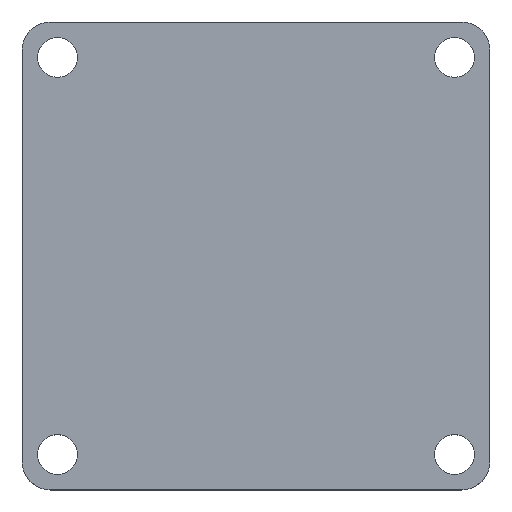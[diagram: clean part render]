
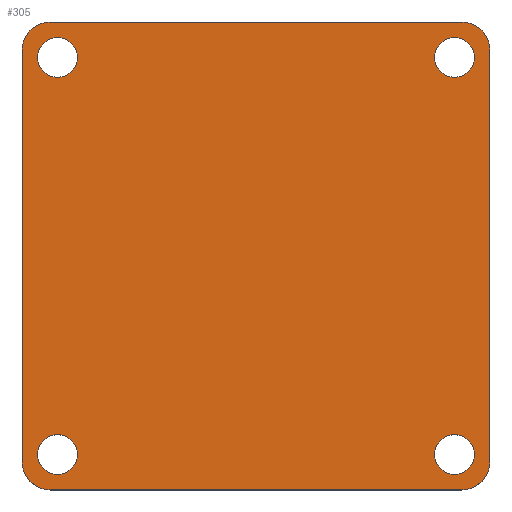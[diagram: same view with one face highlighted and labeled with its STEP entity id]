
A CAD part, top view. The second image highlights one B-rep face of the part: STEP entity #305.
In plain terms, the highlighted planar face has unit normal (0, 0, 1).
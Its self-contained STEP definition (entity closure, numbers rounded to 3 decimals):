
#23=FACE_BOUND('',#74,.T.);
#24=FACE_BOUND('',#75,.T.);
#25=FACE_BOUND('',#76,.T.);
#26=FACE_BOUND('',#77,.T.);
#31=CIRCLE('',#334,2.);
#32=CIRCLE('',#335,2.);
#33=CIRCLE('',#336,2.);
#34=CIRCLE('',#337,2.);
#35=CIRCLE('',#338,1.4);
#36=CIRCLE('',#339,1.4);
#37=CIRCLE('',#340,1.4);
#38=CIRCLE('',#341,1.4);
#39=CIRCLE('',#342,1.4);
#40=CIRCLE('',#343,1.4);
#41=CIRCLE('',#344,1.4);
#42=CIRCLE('',#345,1.4);
#59=FACE_OUTER_BOUND('',#73,.T.);
#73=EDGE_LOOP('',(#223,#224,#225,#226,#227,#228,#229,#230));
#74=EDGE_LOOP('',(#231,#232));
#75=EDGE_LOOP('',(#233,#234));
#76=EDGE_LOOP('',(#235,#236));
#77=EDGE_LOOP('',(#237,#238));
#91=LINE('',#469,#111);
#95=LINE('',#478,#115);
#99=LINE('',#487,#119);
#105=LINE('',#500,#125);
#111=VECTOR('',#371,29.);
#115=VECTOR('',#377,29.);
#119=VECTOR('',#383,29.);
#125=VECTOR('',#391,29.);
#131=VERTEX_POINT('',#467);
#132=VERTEX_POINT('',#468);
#135=VERTEX_POINT('',#476);
#136=VERTEX_POINT('',#477);
#139=VERTEX_POINT('',#485);
#140=VERTEX_POINT('',#486);
#145=VERTEX_POINT('',#497);
#146=VERTEX_POINT('',#499);
#147=VERTEX_POINT('',#507);
#148=VERTEX_POINT('',#508);
#149=VERTEX_POINT('',#511);
#150=VERTEX_POINT('',#512);
#151=VERTEX_POINT('',#515);
#152=VERTEX_POINT('',#516);
#153=VERTEX_POINT('',#519);
#154=VERTEX_POINT('',#520);
#163=EDGE_CURVE('',#131,#132,#91,.T.);
#167=EDGE_CURVE('',#135,#136,#95,.T.);
#171=EDGE_CURVE('',#139,#140,#99,.T.);
#177=EDGE_CURVE('',#146,#145,#105,.T.);
#179=EDGE_CURVE('',#145,#131,#31,.T.);
#180=EDGE_CURVE('',#132,#135,#32,.T.);
#181=EDGE_CURVE('',#136,#139,#33,.T.);
#182=EDGE_CURVE('',#140,#146,#34,.T.);
#183=EDGE_CURVE('',#147,#148,#35,.T.);
#184=EDGE_CURVE('',#148,#147,#36,.T.);
#185=EDGE_CURVE('',#149,#150,#37,.T.);
#186=EDGE_CURVE('',#150,#149,#38,.T.);
#187=EDGE_CURVE('',#151,#152,#39,.T.);
#188=EDGE_CURVE('',#152,#151,#40,.T.);
#189=EDGE_CURVE('',#153,#154,#41,.T.);
#190=EDGE_CURVE('',#154,#153,#42,.T.);
#223=ORIENTED_EDGE('',*,*,#177,.T.);
#224=ORIENTED_EDGE('',*,*,#179,.T.);
#225=ORIENTED_EDGE('',*,*,#163,.T.);
#226=ORIENTED_EDGE('',*,*,#180,.T.);
#227=ORIENTED_EDGE('',*,*,#167,.T.);
#228=ORIENTED_EDGE('',*,*,#181,.T.);
#229=ORIENTED_EDGE('',*,*,#171,.T.);
#230=ORIENTED_EDGE('',*,*,#182,.T.);
#231=ORIENTED_EDGE('',*,*,#183,.F.);
#232=ORIENTED_EDGE('',*,*,#184,.F.);
#233=ORIENTED_EDGE('',*,*,#185,.F.);
#234=ORIENTED_EDGE('',*,*,#186,.F.);
#235=ORIENTED_EDGE('',*,*,#187,.F.);
#236=ORIENTED_EDGE('',*,*,#188,.F.);
#237=ORIENTED_EDGE('',*,*,#189,.F.);
#238=ORIENTED_EDGE('',*,*,#190,.F.);
#299=PLANE('',#333);
#305=ADVANCED_FACE('',(#59,#23,#24,#25,#26),#299,.T.);
#333=AXIS2_PLACEMENT_3D('',#502,#393,#394);
#334=AXIS2_PLACEMENT_3D('',#503,#395,#396);
#335=AXIS2_PLACEMENT_3D('',#504,#397,#398);
#336=AXIS2_PLACEMENT_3D('',#505,#399,#400);
#337=AXIS2_PLACEMENT_3D('',#506,#401,#402);
#338=AXIS2_PLACEMENT_3D('',#509,#403,#404);
#339=AXIS2_PLACEMENT_3D('',#510,#405,#406);
#340=AXIS2_PLACEMENT_3D('',#513,#407,#408);
#341=AXIS2_PLACEMENT_3D('',#514,#409,#410);
#342=AXIS2_PLACEMENT_3D('',#517,#411,#412);
#343=AXIS2_PLACEMENT_3D('',#518,#413,#414);
#344=AXIS2_PLACEMENT_3D('',#521,#415,#416);
#345=AXIS2_PLACEMENT_3D('',#522,#417,#418);
#371=DIRECTION('',(0.,-1.,0.));
#377=DIRECTION('',(1.,0.,0.));
#383=DIRECTION('',(0.,1.,0.));
#391=DIRECTION('',(-1.,0.,0.));
#393=DIRECTION('center_axis',(0.,0.,1.));
#394=DIRECTION('ref_axis',(1.,0.,0.));
#395=DIRECTION('center_axis',(0.,0.,1.));
#396=DIRECTION('ref_axis',(1.,0.,0.));
#397=DIRECTION('center_axis',(0.,0.,1.));
#398=DIRECTION('ref_axis',(1.,0.,0.));
#399=DIRECTION('center_axis',(0.,0.,1.));
#400=DIRECTION('ref_axis',(1.,0.,0.));
#401=DIRECTION('center_axis',(0.,0.,1.));
#402=DIRECTION('ref_axis',(1.,0.,0.));
#403=DIRECTION('center_axis',(0.,0.,1.));
#404=DIRECTION('ref_axis',(1.,0.,0.));
#405=DIRECTION('center_axis',(0.,0.,1.));
#406=DIRECTION('ref_axis',(1.,0.,0.));
#407=DIRECTION('center_axis',(0.,0.,1.));
#408=DIRECTION('ref_axis',(1.,0.,0.));
#409=DIRECTION('center_axis',(0.,0.,1.));
#410=DIRECTION('ref_axis',(1.,0.,0.));
#411=DIRECTION('center_axis',(0.,0.,1.));
#412=DIRECTION('ref_axis',(1.,0.,0.));
#413=DIRECTION('center_axis',(0.,0.,1.));
#414=DIRECTION('ref_axis',(1.,0.,0.));
#415=DIRECTION('center_axis',(0.,0.,1.));
#416=DIRECTION('ref_axis',(0.,1.,0.));
#417=DIRECTION('center_axis',(0.,0.,1.));
#418=DIRECTION('ref_axis',(0.,1.,0.));
#467=CARTESIAN_POINT('',(0.,-2.,3.));
#468=CARTESIAN_POINT('',(0.,-31.,3.));
#469=CARTESIAN_POINT('',(0.,-2.,3.));
#476=CARTESIAN_POINT('',(2.,-33.,3.));
#477=CARTESIAN_POINT('',(31.,-33.,3.));
#478=CARTESIAN_POINT('',(2.,-33.,3.));
#485=CARTESIAN_POINT('',(33.,-31.,3.));
#486=CARTESIAN_POINT('',(33.,-2.,3.));
#487=CARTESIAN_POINT('',(33.,-31.,3.));
#497=CARTESIAN_POINT('',(2.,0.,3.));
#499=CARTESIAN_POINT('',(31.,0.,3.));
#500=CARTESIAN_POINT('',(31.,0.,3.));
#502=CARTESIAN_POINT('Origin',(0.,0.,3.));
#503=CARTESIAN_POINT('Origin',(2.,-2.,3.));
#504=CARTESIAN_POINT('Origin',(2.,-31.,3.));
#505=CARTESIAN_POINT('Origin',(31.,-31.,3.));
#506=CARTESIAN_POINT('Origin',(31.,-2.,3.));
#507=CARTESIAN_POINT('',(31.9,-30.5,3.));
#508=CARTESIAN_POINT('',(29.1,-30.5,3.));
#509=CARTESIAN_POINT('Origin',(30.5,-30.5,3.));
#510=CARTESIAN_POINT('Origin',(30.5,-30.5,3.));
#511=CARTESIAN_POINT('',(3.9,-2.5,3.));
#512=CARTESIAN_POINT('',(1.1,-2.5,3.));
#513=CARTESIAN_POINT('Origin',(2.5,-2.5,3.));
#514=CARTESIAN_POINT('Origin',(2.5,-2.5,3.));
#515=CARTESIAN_POINT('',(3.9,-30.5,3.));
#516=CARTESIAN_POINT('',(1.1,-30.5,3.));
#517=CARTESIAN_POINT('Origin',(2.5,-30.5,3.));
#518=CARTESIAN_POINT('Origin',(2.5,-30.5,3.));
#519=CARTESIAN_POINT('',(30.5,-1.1,3.));
#520=CARTESIAN_POINT('',(29.1,-2.5,3.));
#521=CARTESIAN_POINT('Origin',(30.5,-2.5,3.));
#522=CARTESIAN_POINT('Origin',(30.5,-2.5,3.));
